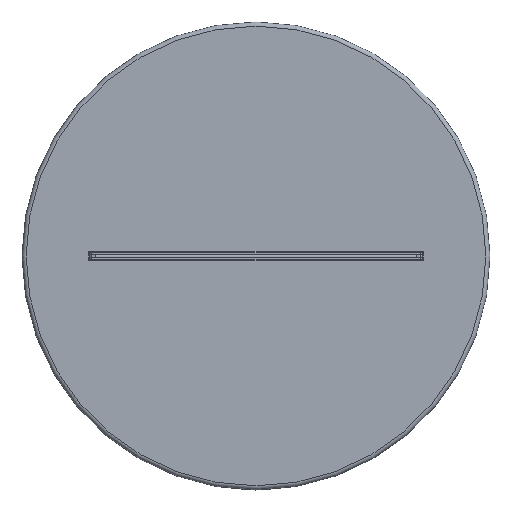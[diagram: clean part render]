
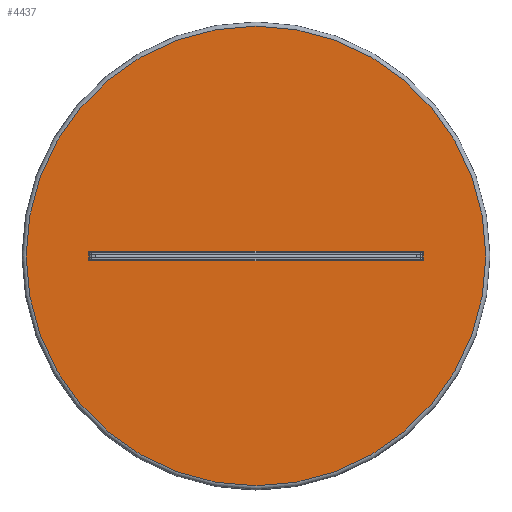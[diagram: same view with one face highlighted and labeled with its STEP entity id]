
A CAD part, top view. The second image highlights one B-rep face of the part: STEP entity #4437.
In plain terms, the highlighted planar face has unit normal (0, 0, 1).
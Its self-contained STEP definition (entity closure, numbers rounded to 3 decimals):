
#4437=ADVANCED_FACE('',(#8027,#8028),#8029,.T.);
#8027=FACE_BOUND('',#11789,.T.);
#8028=FACE_OUTER_BOUND('',#11790,.T.);
#8029=PLANE('',#11791);
#11789=EDGE_LOOP('',(#20692,#20693,#20694,#20695,#20696,#20697,#20698,#20699));
#11790=EDGE_LOOP('',(#20700));
#11791=AXIS2_PLACEMENT_3D('',#20701,#20702,#20703);
#20692=ORIENTED_EDGE('',*,*,#25547,.F.);
#20693=ORIENTED_EDGE('',*,*,#25548,.F.);
#20694=ORIENTED_EDGE('',*,*,#25549,.F.);
#20695=ORIENTED_EDGE('',*,*,#25550,.F.);
#20696=ORIENTED_EDGE('',*,*,#25551,.F.);
#20697=ORIENTED_EDGE('',*,*,#25552,.F.);
#20698=ORIENTED_EDGE('',*,*,#25553,.F.);
#20699=ORIENTED_EDGE('',*,*,#25554,.F.);
#20700=ORIENTED_EDGE('',*,*,#25545,.T.);
#20701=CARTESIAN_POINT('',(0.0,0.0,0.0));
#20702=DIRECTION('',(0.0,0.0,1.0));
#20703=DIRECTION('',(1.0,0.0,0.0));
#25545=EDGE_CURVE('',#30997,#30997,#30998,.T.);
#25547=EDGE_CURVE('',#31000,#31001,#31002,.T.);
#25548=EDGE_CURVE('',#31003,#31000,#31004,.T.);
#25549=EDGE_CURVE('',#31005,#31003,#31006,.T.);
#25550=EDGE_CURVE('',#31007,#31005,#31008,.T.);
#25551=EDGE_CURVE('',#31009,#31007,#31010,.T.);
#25552=EDGE_CURVE('',#31011,#31009,#31012,.T.);
#25553=EDGE_CURVE('',#31013,#31011,#31014,.T.);
#25554=EDGE_CURVE('',#31001,#31013,#31015,.T.);
#30997=VERTEX_POINT('',#39136);
#30998=CIRCLE('',#39137,110.5);
#31000=VERTEX_POINT('',#39139);
#31001=VERTEX_POINT('',#39140);
#31002=LINE('',#39141,#39142);
#31003=VERTEX_POINT('',#39143);
#31004=CIRCLE('',#39144,0.1);
#31005=VERTEX_POINT('',#39145);
#31006=LINE('',#39146,#39147);
#31007=VERTEX_POINT('',#39148);
#31008=CIRCLE('',#39149,0.1);
#31009=VERTEX_POINT('',#39150);
#31010=LINE('',#39151,#39152);
#31011=VERTEX_POINT('',#39153);
#31012=CIRCLE('',#39154,0.1);
#31013=VERTEX_POINT('',#39155);
#31014=LINE('',#39156,#39157);
#31015=CIRCLE('',#39158,0.1);
#39136=CARTESIAN_POINT('',(110.5,0.0,0.0));
#39137=AXIS2_PLACEMENT_3D('',#44117,#44118,#44119);
#39139=CARTESIAN_POINT('',(-80.5,2.15,0.0));
#39140=CARTESIAN_POINT('',(-80.5,-2.15,0.0));
#39141=CARTESIAN_POINT('',(-80.5,0.,0.0));
#39142=VECTOR('',#44120,1.0);
#39143=CARTESIAN_POINT('',(-80.4,2.25,0.0));
#39144=AXIS2_PLACEMENT_3D('',#44121,#44122,#44123);
#39145=CARTESIAN_POINT('',(80.4,2.25,0.0));
#39146=CARTESIAN_POINT('',(0.,2.25,0.0));
#39147=VECTOR('',#44124,1.0);
#39148=CARTESIAN_POINT('',(80.5,2.15,0.0));
#39149=AXIS2_PLACEMENT_3D('',#44125,#44126,#44127);
#39150=CARTESIAN_POINT('',(80.5,-2.15,0.0));
#39151=CARTESIAN_POINT('',(80.5,0.,0.0));
#39152=VECTOR('',#44128,1.0);
#39153=CARTESIAN_POINT('',(80.4,-2.25,0.0));
#39154=AXIS2_PLACEMENT_3D('',#44129,#44130,#44131);
#39155=CARTESIAN_POINT('',(-80.4,-2.25,0.0));
#39156=CARTESIAN_POINT('',(0.0,-2.25,0.0));
#39157=VECTOR('',#44132,1.0);
#39158=AXIS2_PLACEMENT_3D('',#44133,#44134,#44135);
#44117=CARTESIAN_POINT('',(0.0,0.0,0.0));
#44118=DIRECTION('',(0.0,0.0,1.0));
#44119=DIRECTION('',(1.0,0.0,0.0));
#44120=DIRECTION('',(0.,-1.0,0.0));
#44121=CARTESIAN_POINT('',(-80.4,2.15,0.0));
#44122=DIRECTION('',(0.0,0.0,1.0));
#44123=DIRECTION('',(1.0,0.0,0.0));
#44124=DIRECTION('',(-1.0,0.,0.0));
#44125=CARTESIAN_POINT('',(80.4,2.15,0.0));
#44126=DIRECTION('',(0.0,0.0,1.0));
#44127=DIRECTION('',(1.0,0.0,0.0));
#44128=DIRECTION('',(0.,1.0,0.0));
#44129=CARTESIAN_POINT('',(80.4,-2.15,0.0));
#44130=DIRECTION('',(0.0,0.0,1.0));
#44131=DIRECTION('',(1.0,0.0,0.0));
#44132=DIRECTION('',(1.0,0.0,0.0));
#44133=CARTESIAN_POINT('',(-80.4,-2.15,0.0));
#44134=DIRECTION('',(0.0,0.0,1.0));
#44135=DIRECTION('',(1.0,0.0,0.0));
